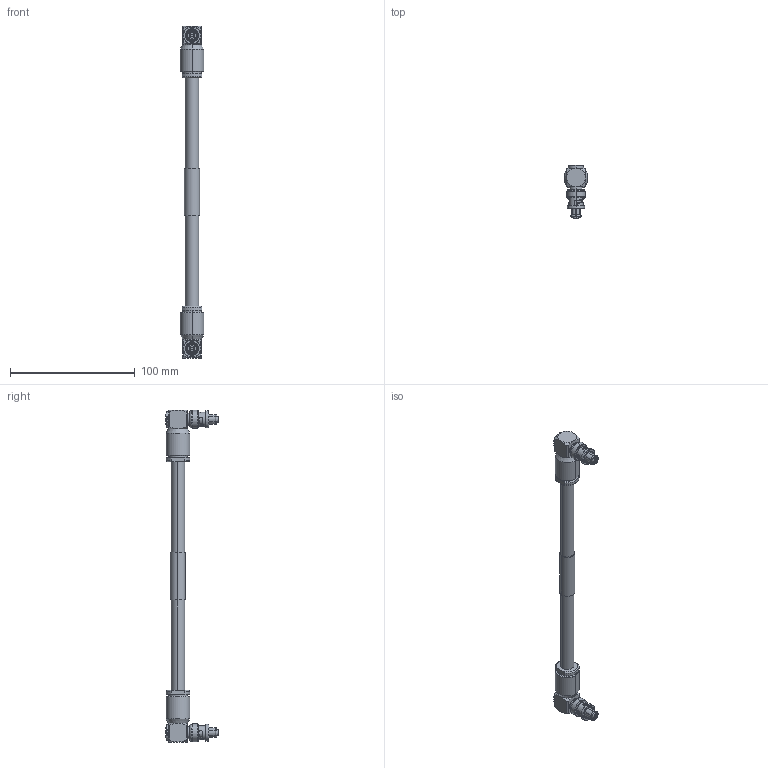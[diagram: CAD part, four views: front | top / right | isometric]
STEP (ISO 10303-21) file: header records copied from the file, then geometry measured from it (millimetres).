
FILE_DESCRIPTION (( 'STEP AP214' ), '1' );
FILE_NAME ('FMCA3160_3D.step', '2023-02-24T22:25:48', ( '' ), ( '' ), 'SwSTEP 2.0', 'SolidWorks 2022', '' );
FILE_SCHEMA (( 'AUTOMOTIVE_DESIGN' ));
Length unit declared in the file: inch
Products named in the file (10): PE45851-B_FLG WSHR; PE45851-A_CONN; FMCA3160_3D; PE45851-B_CONTACT PIN; PE45848-2_CAP; PE45851-E_NUT; PE45851-D_WASHER; FMCN45851; RG214_U^FMCA3160_RG214; PE45851-C_GASKET
Assembly tree (10 placements, depth 3):
  FMCA3160_3D
    RG214_U^FMCA3160_RG214
    FMCN45851  x2
      PE45851-A_CONN
      PE45851-B_CONTACT PIN
      PE45851-B_FLG WSHR
      PE45851-C_GASKET
      PE45851-D_WASHER
      PE45851-E_NUT
      PE45848-2_CAP
Bounding box: 19 x 42.31 x 265.7 mm (x, y, z)
Volume: 37506.2 mm3; surface area: 26364.7 mm2
Topology: 15 solids, 15 shells, 498 faces, 1186 edges, 756 vertices
Faces by surface type: cylinder 192, plane 182, cone 78, torus 26, sphere 20
Entity records: 8802 total; most frequent: CARTESIAN_POINT 2230, DIRECTION 1370, ORIENTED_EDGE 1204, EDGE_CURVE 602, AXIS2_PLACEMENT_3D 570, VERTEX_POINT 384, CIRCLE 302, EDGE_LOOP 292
